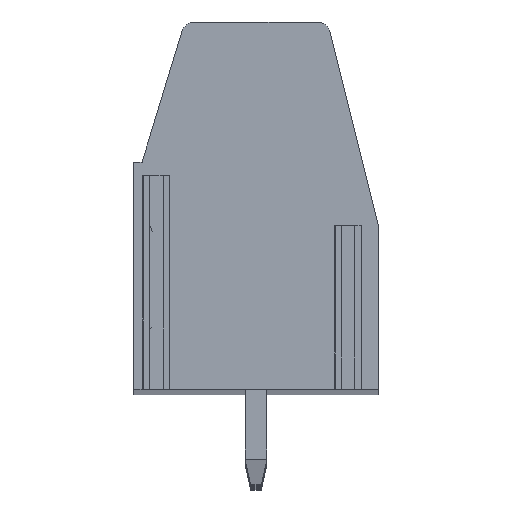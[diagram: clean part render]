
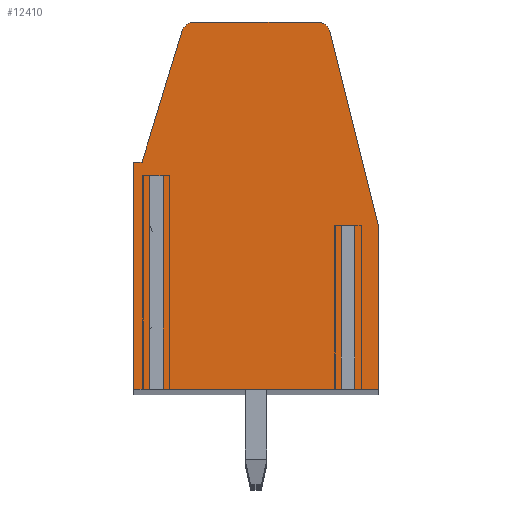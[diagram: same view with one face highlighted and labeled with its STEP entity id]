
A CAD part, top view. The second image highlights one B-rep face of the part: STEP entity #12410.
In plain terms, the highlighted planar face has unit normal (0, 0, 1).
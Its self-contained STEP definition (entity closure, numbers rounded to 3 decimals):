
#13=DIRECTION('',(-1.,0.,0.));
#14=VECTOR('',#13,0.503);
#15=CARTESIAN_POINT('',(-3.413,1.1,119.38));
#16=LINE('',#15,#14);
#17=DIRECTION('',(0.,1.,0.));
#18=VECTOR('',#17,7.85);
#19=CARTESIAN_POINT('',(-3.917,-6.75,119.38));
#20=LINE('',#19,#18);
#21=DIRECTION('',(1.,0.,0.));
#22=VECTOR('',#21,0.583);
#23=CARTESIAN_POINT('',(-4.5,-6.75,119.38));
#24=LINE('',#23,#22);
#25=DIRECTION('',(0.,-1.,0.));
#26=VECTOR('',#25,8.35);
#27=CARTESIAN_POINT('',(-4.5,1.6,119.38));
#28=LINE('',#27,#26);
#29=DIRECTION('',(-1.,0.,0.));
#30=VECTOR('',#29,0.31);
#31=CARTESIAN_POINT('',(-4.19,1.6,119.38));
#32=LINE('',#31,#30);
#33=DIRECTION('',(-0.292,-0.956,0.));
#34=VECTOR('',#33,5.015);
#35=CARTESIAN_POINT('',(-2.723,6.396,119.38));
#36=LINE('',#35,#34);
#37=CARTESIAN_POINT('',(-2.245,6.25,119.38));
#38=DIRECTION('',(0.,0.,1.));
#39=DIRECTION('',(0.,1.,0.));
#40=AXIS2_PLACEMENT_3D('',#37,#38,#39);
#42=DIRECTION('',(-1.,0.,0.));
#43=VECTOR('',#42,4.489);
#44=CARTESIAN_POINT('',(2.244,6.75,119.38));
#45=LINE('',#44,#43);
#46=CARTESIAN_POINT('',(2.244,6.25,119.38));
#47=DIRECTION('',(0.,0.,1.));
#48=DIRECTION('',(0.97,0.242,0.));
#49=AXIS2_PLACEMENT_3D('',#46,#47,#48);
#51=DIRECTION('',(-0.242,0.97,0.));
#52=VECTOR('',#51,7.318);
#53=CARTESIAN_POINT('',(4.5,-0.73,119.38));
#54=LINE('',#53,#52);
#55=DIRECTION('',(0.,1.,0.));
#56=VECTOR('',#55,6.02);
#57=CARTESIAN_POINT('',(4.5,-6.75,119.38));
#58=LINE('',#57,#56);
#59=DIRECTION('',(1.,0.,0.));
#60=VECTOR('',#59,0.863);
#61=CARTESIAN_POINT('',(3.637,-6.75,119.38));
#62=LINE('',#61,#60);
#63=DIRECTION('',(0.,1.,0.));
#64=VECTOR('',#63,6.02);
#65=CARTESIAN_POINT('',(3.637,-6.75,119.38));
#66=LINE('',#65,#64);
#67=DIRECTION('',(-1.,0.,0.));
#68=VECTOR('',#67,0.503);
#69=CARTESIAN_POINT('',(3.637,-0.73,119.38));
#70=LINE('',#69,#68);
#71=DIRECTION('',(0.,1.,0.));
#72=VECTOR('',#71,6.02);
#73=CARTESIAN_POINT('',(3.133,-6.75,119.38));
#74=LINE('',#73,#72);
#75=DIRECTION('',(1.,0.,0.));
#76=VECTOR('',#75,6.547);
#77=CARTESIAN_POINT('',(-3.413,-6.75,119.38));
#78=LINE('',#77,#76);
#79=DIRECTION('',(0.,1.,0.));
#80=VECTOR('',#79,7.85);
#81=CARTESIAN_POINT('',(-3.413,-6.75,119.38));
#82=LINE('',#81,#80);
#9741=CARTESIAN_POINT('',(4.5,-6.75,119.38));
#9742=CARTESIAN_POINT('',(4.5,-0.73,119.38));
#9743=VERTEX_POINT('',#9741);
#9744=VERTEX_POINT('',#9742);
#9745=CARTESIAN_POINT('',(2.73,6.371,119.38));
#9746=VERTEX_POINT('',#9745);
#9747=CARTESIAN_POINT('',(2.244,6.75,119.38));
#9748=VERTEX_POINT('',#9747);
#9749=CARTESIAN_POINT('',(-2.245,6.75,119.38));
#9750=VERTEX_POINT('',#9749);
#9751=CARTESIAN_POINT('',(-2.723,6.396,119.38));
#9752=VERTEX_POINT('',#9751);
#9753=CARTESIAN_POINT('',(-4.19,1.6,119.38));
#9754=VERTEX_POINT('',#9753);
#9755=CARTESIAN_POINT('',(-4.5,1.6,119.38));
#9756=VERTEX_POINT('',#9755);
#9757=CARTESIAN_POINT('',(-4.5,-6.75,119.38));
#9758=VERTEX_POINT('',#9757);
#9833=CARTESIAN_POINT('',(3.637,-0.73,119.38));
#9834=CARTESIAN_POINT('',(3.133,-0.73,119.38));
#9835=VERTEX_POINT('',#9833);
#9836=VERTEX_POINT('',#9834);
#9837=CARTESIAN_POINT('',(3.133,-6.75,119.38));
#9838=VERTEX_POINT('',#9837);
#9839=CARTESIAN_POINT('',(3.637,-6.75,119.38));
#9840=VERTEX_POINT('',#9839);
#9857=CARTESIAN_POINT('',(-3.413,1.1,119.38));
#9858=CARTESIAN_POINT('',(-3.917,1.1,119.38));
#9859=VERTEX_POINT('',#9857);
#9860=VERTEX_POINT('',#9858);
#9861=CARTESIAN_POINT('',(-3.413,-6.75,119.38));
#9862=VERTEX_POINT('',#9861);
#9863=CARTESIAN_POINT('',(-3.917,-6.75,119.38));
#9864=VERTEX_POINT('',#9863);
#12369=CARTESIAN_POINT('',(0.,0.,119.38));
#12370=DIRECTION('',(0.,0.,1.));
#12371=DIRECTION('',(1.,0.,0.));
#12372=AXIS2_PLACEMENT_3D('',#12369,#12370,#12371);
#12373=PLANE('',#12372);
#12375=ORIENTED_EDGE('',*,*,#12374,.T.);
#12377=ORIENTED_EDGE('',*,*,#12376,.F.);
#12379=ORIENTED_EDGE('',*,*,#12378,.F.);
#12381=ORIENTED_EDGE('',*,*,#12380,.F.);
#12383=ORIENTED_EDGE('',*,*,#12382,.F.);
#12385=ORIENTED_EDGE('',*,*,#12384,.F.);
#12387=ORIENTED_EDGE('',*,*,#12386,.F.);
#12389=ORIENTED_EDGE('',*,*,#12388,.F.);
#12391=ORIENTED_EDGE('',*,*,#12390,.F.);
#12393=ORIENTED_EDGE('',*,*,#12392,.F.);
#12395=ORIENTED_EDGE('',*,*,#12394,.F.);
#12397=ORIENTED_EDGE('',*,*,#12396,.F.);
#12399=ORIENTED_EDGE('',*,*,#12398,.T.);
#12401=ORIENTED_EDGE('',*,*,#12400,.T.);
#12403=ORIENTED_EDGE('',*,*,#12402,.F.);
#12405=ORIENTED_EDGE('',*,*,#12404,.F.);
#12407=ORIENTED_EDGE('',*,*,#12406,.T.);
#12408=EDGE_LOOP('',(#12375,#12377,#12379,#12381,#12383,#12385,#12387,#12389,
#12391,#12393,#12395,#12397,#12399,#12401,#12403,#12405,#12407));
#12409=FACE_OUTER_BOUND('',#12408,.F.);
#41=CIRCLE('',#40,0.5);
#50=CIRCLE('',#49,0.5);
#12374=EDGE_CURVE('',#9859,#9860,#16,.T.);
#12376=EDGE_CURVE('',#9864,#9860,#20,.T.);
#12378=EDGE_CURVE('',#9758,#9864,#24,.T.);
#12380=EDGE_CURVE('',#9756,#9758,#28,.T.);
#12382=EDGE_CURVE('',#9754,#9756,#32,.T.);
#12384=EDGE_CURVE('',#9752,#9754,#36,.T.);
#12386=EDGE_CURVE('',#9750,#9752,#41,.T.);
#12388=EDGE_CURVE('',#9748,#9750,#45,.T.);
#12390=EDGE_CURVE('',#9746,#9748,#50,.T.);
#12392=EDGE_CURVE('',#9744,#9746,#54,.T.);
#12394=EDGE_CURVE('',#9743,#9744,#58,.T.);
#12396=EDGE_CURVE('',#9840,#9743,#62,.T.);
#12398=EDGE_CURVE('',#9840,#9835,#66,.T.);
#12400=EDGE_CURVE('',#9835,#9836,#70,.T.);
#12402=EDGE_CURVE('',#9838,#9836,#74,.T.);
#12404=EDGE_CURVE('',#9862,#9838,#78,.T.);
#12406=EDGE_CURVE('',#9862,#9859,#82,.T.);
#12410=ADVANCED_FACE('',(#12409),#12373,.T.);
